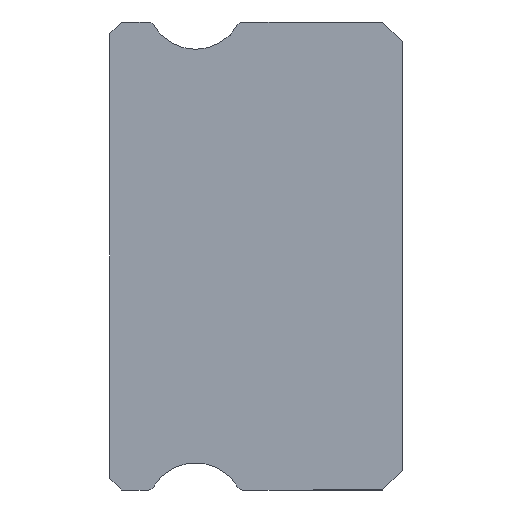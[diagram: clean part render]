
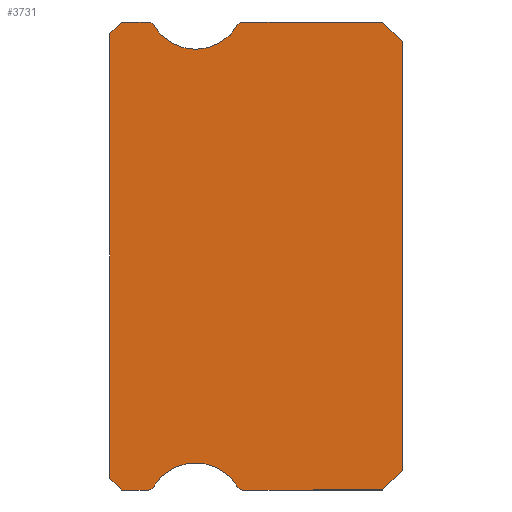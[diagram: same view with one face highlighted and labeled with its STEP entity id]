
A CAD part, left-side view. The second image highlights one B-rep face of the part: STEP entity #3731.
In plain terms, the highlighted planar face has unit normal (-1, 0, 0).
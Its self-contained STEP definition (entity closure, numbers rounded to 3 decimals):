
#4 = EDGE_CURVE ( 'NONE', #6379, #6189, #2078, .T. ) ;
#95 = CARTESIAN_POINT ( 'NONE',  ( -15., 7.2, -6. ) ) ;
#102 = VECTOR ( 'NONE', #5948, 1000. ) ;
#158 = LINE ( 'NONE', #4555, #5747 ) ;
#170 = LINE ( 'NONE', #2322, #6567 ) ;
#207 = ORIENTED_EDGE ( 'NONE', *, *, #2165, .F. ) ;
#208 = AXIS2_PLACEMENT_3D ( 'NONE', #4793, #3177, #4240 ) ;
#210 = ORIENTED_EDGE ( 'NONE', *, *, #4, .T. ) ;
#226 = CARTESIAN_POINT ( 'NONE',  ( -15., 4.088, -5.85 ) ) ;
#320 = ORIENTED_EDGE ( 'NONE', *, *, #6322, .F. ) ;
#389 = ORIENTED_EDGE ( 'NONE', *, *, #3923, .F. ) ;
#438 = DIRECTION ( 'NONE',  ( 0., 0., -1. ) ) ;
#462 = LINE ( 'NONE', #1120, #1768 ) ;
#477 = ORIENTED_EDGE ( 'NONE', *, *, #1628, .F. ) ;
#521 = EDGE_LOOP ( 'NONE', ( #210, #2117, #2254, #3762, #320, #6899, #207, #3473, #1460, #5538, #2661, #389, #2769, #7036, #477, #992, #902 ) ) ;
#634 = EDGE_CURVE ( 'NONE', #6613, #3418, #3476, .T. ) ;
#648 = AXIS2_PLACEMENT_3D ( 'NONE', #5988, #2043, #3197 ) ;
#666 = EDGE_CURVE ( 'NONE', #3436, #6081, #5001, .T. ) ;
#682 = LINE ( 'NONE', #5173, #1149 ) ;
#715 = CARTESIAN_POINT ( 'NONE',  ( -15., 7.2, 6. ) ) ;
#717 = AXIS2_PLACEMENT_3D ( 'NONE', #3492, #6042, #438 ) ;
#777 = VECTOR ( 'NONE', #1242, 1000. ) ;
#835 = DIRECTION ( 'NONE',  ( -1., 0., 0. ) ) ;
#862 = DIRECTION ( 'NONE',  ( 1., 0., 0. ) ) ;
#902 = ORIENTED_EDGE ( 'NONE', *, *, #4146, .T. ) ;
#939 = DIRECTION ( 'NONE',  ( 0., 0., -1. ) ) ;
#966 = CARTESIAN_POINT ( 'NONE',  ( -15., 6.512, -6. ) ) ;
#970 = VERTEX_POINT ( 'NONE', #5695 ) ;
#992 = ORIENTED_EDGE ( 'NONE', *, *, #7143, .F. ) ;
#1020 = VECTOR ( 'NONE', #3678, 1000. ) ;
#1120 = CARTESIAN_POINT ( 'NONE',  ( -15., 0., 5.5 ) ) ;
#1147 = CIRCLE ( 'NONE', #2551, 0.15 ) ;
#1149 = VECTOR ( 'NONE', #6668, 1000. ) ;
#1242 = DIRECTION ( 'NONE',  ( 0., -0.707, -0.707 ) ) ;
#1384 = VERTEX_POINT ( 'NONE', #4247 ) ;
#1431 = EDGE_CURVE ( 'NONE', #5664, #5680, #3080, .T. ) ;
#1460 = ORIENTED_EDGE ( 'NONE', *, *, #1431, .F. ) ;
#1471 = DIRECTION ( 'NONE',  ( 0., -1., 0. ) ) ;
#1610 = EDGE_CURVE ( 'NONE', #2656, #4264, #1910, .T. ) ;
#1618 = CARTESIAN_POINT ( 'NONE',  ( -15., 0., -5.5 ) ) ;
#1628 = EDGE_CURVE ( 'NONE', #6396, #6613, #5254, .T. ) ;
#1768 = VECTOR ( 'NONE', #2123, 1000. ) ;
#1779 = CARTESIAN_POINT ( 'NONE',  ( -15., 4.217, -5.925 ) ) ;
#1910 = LINE ( 'NONE', #95, #777 ) ;
#1925 = DIRECTION ( 'NONE',  ( 1., 0., 0. ) ) ;
#1932 = DIRECTION ( 'NONE',  ( 0., 0., 1. ) ) ;
#2026 = FACE_OUTER_BOUND ( 'NONE', #521, .T. ) ;
#2043 = DIRECTION ( 'NONE',  ( -1., 0., 0. ) ) ;
#2078 = LINE ( 'NONE', #3228, #1020 ) ;
#2117 = ORIENTED_EDGE ( 'NONE', *, *, #4035, .F. ) ;
#2123 = DIRECTION ( 'NONE',  ( 0., 0., 1. ) ) ;
#2136 = CARTESIAN_POINT ( 'NONE',  ( -15., 6.512, -6. ) ) ;
#2137 = VERTEX_POINT ( 'NONE', #3001 ) ;
#2165 = EDGE_CURVE ( 'NONE', #2137, #3436, #2810, .T. ) ;
#2220 = AXIS2_PLACEMENT_3D ( 'NONE', #5954, #3713, #3750 ) ;
#2254 = ORIENTED_EDGE ( 'NONE', *, *, #1610, .T. ) ;
#2274 = CARTESIAN_POINT ( 'NONE',  ( -15., 7.5, -5.7 ) ) ;
#2322 = CARTESIAN_POINT ( 'NONE',  ( -15., 6.512, -6. ) ) ;
#2435 = CARTESIAN_POINT ( 'NONE',  ( -15., 6.383, 5.925 ) ) ;
#2551 = AXIS2_PLACEMENT_3D ( 'NONE', #6461, #862, #939 ) ;
#2555 = LINE ( 'NONE', #3782, #102 ) ;
#2577 = PLANE ( 'NONE',  #208 ) ;
#2580 = VECTOR ( 'NONE', #1932, 1000. ) ;
#2598 = CARTESIAN_POINT ( 'NONE',  ( -15., 7.5, 5.85 ) ) ;
#2656 = VERTEX_POINT ( 'NONE', #2274 ) ;
#2661 = ORIENTED_EDGE ( 'NONE', *, *, #3192, .F. ) ;
#2769 = ORIENTED_EDGE ( 'NONE', *, *, #5263, .F. ) ;
#2810 = CIRCLE ( 'NONE', #3526, 0.15 ) ;
#2875 = AXIS2_PLACEMENT_3D ( 'NONE', #5881, #835, #4285 ) ;
#3001 = CARTESIAN_POINT ( 'NONE',  ( -15., 4.088, -6. ) ) ;
#3080 = LINE ( 'NONE', #4769, #3717 ) ;
#3177 = DIRECTION ( 'NONE',  ( 1., 0., 0. ) ) ;
#3192 = EDGE_CURVE ( 'NONE', #6149, #1384, #682, .T. ) ;
#3197 = DIRECTION ( 'NONE',  ( 0., 0., -1. ) ) ;
#3228 = CARTESIAN_POINT ( 'NONE',  ( -15., 7.5, 5.7 ) ) ;
#3349 = CARTESIAN_POINT ( 'NONE',  ( -15., 7.5, 5.7 ) ) ;
#3405 = DIRECTION ( 'NONE',  ( 0., 1., 0. ) ) ;
#3418 = VERTEX_POINT ( 'NONE', #5937 ) ;
#3436 = VERTEX_POINT ( 'NONE', #1779 ) ;
#3473 = ORIENTED_EDGE ( 'NONE', *, *, #6972, .F. ) ;
#3476 = CIRCLE ( 'NONE', #648, 1.25 ) ;
#3489 = LINE ( 'NONE', #2598, #2580 ) ;
#3492 = CARTESIAN_POINT ( 'NONE',  ( -15., 4.088, 5.85 ) ) ;
#3526 = AXIS2_PLACEMENT_3D ( 'NONE', #226, #1925, #3699 ) ;
#3678 = DIRECTION ( 'NONE',  ( 0., 0.707, -0.707 ) ) ;
#3699 = DIRECTION ( 'NONE',  ( 0., 0., -1. ) ) ;
#3713 = DIRECTION ( 'NONE',  ( 1., 0., 0. ) ) ;
#3717 = VECTOR ( 'NONE', #6457, 1000. ) ;
#3731 = ADVANCED_FACE ( 'NONE', ( #2026 ), #2577, .F. ) ;
#3750 = DIRECTION ( 'NONE',  ( 0., 0., -1. ) ) ;
#3762 = ORIENTED_EDGE ( 'NONE', *, *, #6664, .T. ) ;
#3782 = CARTESIAN_POINT ( 'NONE',  ( -15., 7.2, 6. ) ) ;
#3856 = CARTESIAN_POINT ( 'NONE',  ( -15., 7.2, -6. ) ) ;
#3923 = EDGE_CURVE ( 'NONE', #970, #6149, #158, .T. ) ;
#4001 = CARTESIAN_POINT ( 'NONE',  ( -15., 0.5, -6. ) ) ;
#4035 = EDGE_CURVE ( 'NONE', #2656, #6189, #3489, .T. ) ;
#4146 = EDGE_CURVE ( 'NONE', #6043, #6379, #2555, .T. ) ;
#4212 = CIRCLE ( 'NONE', #2220, 0.15 ) ;
#4232 = LINE ( 'NONE', #2136, #5146 ) ;
#4240 = DIRECTION ( 'NONE',  ( 0., 0., -1. ) ) ;
#4247 = CARTESIAN_POINT ( 'NONE',  ( -15., 0., 5.5 ) ) ;
#4264 = VERTEX_POINT ( 'NONE', #3856 ) ;
#4285 = DIRECTION ( 'NONE',  ( 0., 0., -1. ) ) ;
#4304 = EDGE_CURVE ( 'NONE', #5664, #1384, #462, .T. ) ;
#4555 = CARTESIAN_POINT ( 'NONE',  ( -15., 6.512, 6. ) ) ;
#4606 = DIRECTION ( 'NONE',  ( 0., -1., 0. ) ) ;
#4613 = DIRECTION ( 'NONE',  ( 0., 0., -1. ) ) ;
#4670 = AXIS2_PLACEMENT_3D ( 'NONE', #5739, #5782, #4613 ) ;
#4769 = CARTESIAN_POINT ( 'NONE',  ( -15., 0., -5.5 ) ) ;
#4793 = CARTESIAN_POINT ( 'NONE',  ( -15., 6.512, 5.85 ) ) ;
#5001 = CIRCLE ( 'NONE', #2875, 1.25 ) ;
#5117 = VERTEX_POINT ( 'NONE', #966 ) ;
#5146 = VECTOR ( 'NONE', #1471, 1000. ) ;
#5173 = CARTESIAN_POINT ( 'NONE',  ( -15., 0.5, 6. ) ) ;
#5254 = CIRCLE ( 'NONE', #4670, 1.25 ) ;
#5263 = EDGE_CURVE ( 'NONE', #3418, #970, #7059, .T. ) ;
#5538 = ORIENTED_EDGE ( 'NONE', *, *, #4304, .T. ) ;
#5664 = VERTEX_POINT ( 'NONE', #1618 ) ;
#5680 = VERTEX_POINT ( 'NONE', #4001 ) ;
#5695 = CARTESIAN_POINT ( 'NONE',  ( -15., 4.088, 6. ) ) ;
#5739 = CARTESIAN_POINT ( 'NONE',  ( -15., 5.3, 6.55 ) ) ;
#5747 = VECTOR ( 'NONE', #4606, 1000. ) ;
#5782 = DIRECTION ( 'NONE',  ( -1., 0., 0. ) ) ;
#5848 = CARTESIAN_POINT ( 'NONE',  ( -15., 5.3, 5.3 ) ) ;
#5881 = CARTESIAN_POINT ( 'NONE',  ( -15., 5.3, -6.55 ) ) ;
#5937 = CARTESIAN_POINT ( 'NONE',  ( -15., 4.217, 5.925 ) ) ;
#5948 = DIRECTION ( 'NONE',  ( 0., 1., 0. ) ) ;
#5954 = CARTESIAN_POINT ( 'NONE',  ( -15., 6.512, 5.85 ) ) ;
#5988 = CARTESIAN_POINT ( 'NONE',  ( -15., 5.3, 6.55 ) ) ;
#6042 = DIRECTION ( 'NONE',  ( 1., 0., 0. ) ) ;
#6043 = VERTEX_POINT ( 'NONE', #6119 ) ;
#6060 = CARTESIAN_POINT ( 'NONE',  ( -15., 0.5, 6. ) ) ;
#6081 = VERTEX_POINT ( 'NONE', #7015 ) ;
#6119 = CARTESIAN_POINT ( 'NONE',  ( -15., 6.512, 6. ) ) ;
#6149 = VERTEX_POINT ( 'NONE', #6060 ) ;
#6189 = VERTEX_POINT ( 'NONE', #3349 ) ;
#6322 = EDGE_CURVE ( 'NONE', #6081, #5117, #1147, .T. ) ;
#6379 = VERTEX_POINT ( 'NONE', #715 ) ;
#6396 = VERTEX_POINT ( 'NONE', #2435 ) ;
#6457 = DIRECTION ( 'NONE',  ( 0., 0.707, -0.707 ) ) ;
#6461 = CARTESIAN_POINT ( 'NONE',  ( -15., 6.512, -5.85 ) ) ;
#6567 = VECTOR ( 'NONE', #3405, 1000. ) ;
#6613 = VERTEX_POINT ( 'NONE', #5848 ) ;
#6664 = EDGE_CURVE ( 'NONE', #4264, #5117, #4232, .T. ) ;
#6668 = DIRECTION ( 'NONE',  ( 0., -0.707, -0.707 ) ) ;
#6899 = ORIENTED_EDGE ( 'NONE', *, *, #666, .F. ) ;
#6972 = EDGE_CURVE ( 'NONE', #5680, #2137, #170, .T. ) ;
#7015 = CARTESIAN_POINT ( 'NONE',  ( -15., 6.383, -5.925 ) ) ;
#7036 = ORIENTED_EDGE ( 'NONE', *, *, #634, .F. ) ;
#7059 = CIRCLE ( 'NONE', #717, 0.15 ) ;
#7143 = EDGE_CURVE ( 'NONE', #6043, #6396, #4212, .T. ) ;
